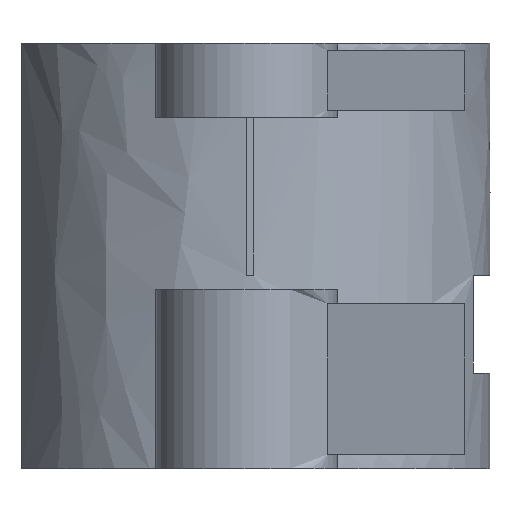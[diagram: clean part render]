
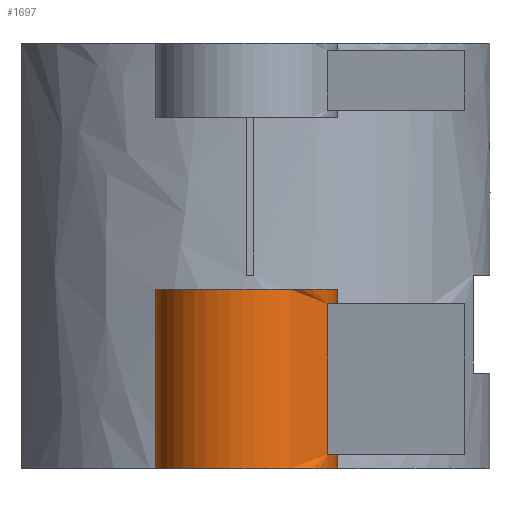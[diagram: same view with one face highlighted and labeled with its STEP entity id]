
A CAD part, front view. The second image highlights one B-rep face of the part: STEP entity #1697.
In plain terms, the highlighted free-form (B-spline) face has degree [2, 1] with [5, 2] control points.
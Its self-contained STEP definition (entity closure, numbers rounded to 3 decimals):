
#350 = VERTEX_POINT('',#351);
#351 = CARTESIAN_POINT('',(51.255,-195.578,
    -120.044));
#352 = VERTEX_POINT('',#353);
#353 = CARTESIAN_POINT('',(-51.255,-195.578,
    -120.044));
#361 = EDGE_CURVE('',#352,#362,#364,.T.);
#362 = VERTEX_POINT('',#363);
#363 = CARTESIAN_POINT('',(-51.255,-195.578,
    -18.883));
#364 = B_SPLINE_CURVE_WITH_KNOTS('',1,(#365,#366),.UNSPECIFIED.,.F.,.F.,
  (2,2),(0.,75.),.PIECEWISE_BEZIER_KNOTS.);
#365 = CARTESIAN_POINT('',(-51.255,-195.578,
    -120.044));
#366 = CARTESIAN_POINT('',(-51.255,-195.578,
    -18.883));
#369 = VERTEX_POINT('',#370);
#370 = CARTESIAN_POINT('',(51.255,-195.578,
    -18.883));
#378 = EDGE_CURVE('',#379,#369,#381,.T.);
#379 = VERTEX_POINT('',#380);
#380 = CARTESIAN_POINT('',(51.255,-195.578,
    -26.976));
#381 = B_SPLINE_CURVE_WITH_KNOTS('',1,(#382,#383),.UNSPECIFIED.,.F.,.F.,
  (2,2),(69.,75.),.PIECEWISE_BEZIER_KNOTS.);
#382 = CARTESIAN_POINT('',(51.255,-195.578,
    -26.976));
#383 = CARTESIAN_POINT('',(51.255,-195.578,
    -18.883));
#401 = VERTEX_POINT('',#402);
#402 = CARTESIAN_POINT('',(51.255,-195.578,
    -111.951));
#408 = EDGE_CURVE('',#350,#401,#409,.T.);
#409 = B_SPLINE_CURVE_WITH_KNOTS('',1,(#410,#411),.UNSPECIFIED.,.F.,.F.,
  (2,2),(0.,6.),.PIECEWISE_BEZIER_KNOTS.);
#410 = CARTESIAN_POINT('',(51.255,-195.578,
    -120.044));
#411 = CARTESIAN_POINT('',(51.255,-195.578,
    -111.951));
#1638 = VERTEX_POINT('',#1639);
#1639 = CARTESIAN_POINT('',(45.992,-218.201,
    -26.976));
#1644 = EDGE_CURVE('',#1645,#1638,#1647,.T.);
#1645 = VERTEX_POINT('',#1646);
#1646 = CARTESIAN_POINT('',(45.992,-218.201,
    -111.951));
#1647 = B_SPLINE_CURVE_WITH_KNOTS('',1,(#1648,#1649),.UNSPECIFIED.,.F.,
  .F.,(2,2),(0.,63.),.PIECEWISE_BEZIER_KNOTS.);
#1648 = CARTESIAN_POINT('',(45.992,-218.201,
    -111.951));
#1649 = CARTESIAN_POINT('',(45.992,-218.201,
    -26.976));
#1665 = EDGE_CURVE('',#1645,#401,#1666,.T.);
#1666 = ( BOUNDED_CURVE() B_SPLINE_CURVE(2,(#1667,#1668,#1669),
.UNSPECIFIED.,.F.,.F.) B_SPLINE_CURVE_WITH_KNOTS((3,3),(5.826,
6.283),.PIECEWISE_BEZIER_KNOTS.) CURVE() 
GEOMETRIC_REPRESENTATION_ITEM() RATIONAL_B_SPLINE_CURVE((1.,
0.974,1.)) REPRESENTATION_ITEM('') );
#1667 = CARTESIAN_POINT('',(45.992,-218.201,
    -111.951));
#1668 = CARTESIAN_POINT('',(51.255,-207.501,
    -111.951));
#1669 = CARTESIAN_POINT('',(51.255,-195.578,
    -111.951));
#1683 = EDGE_CURVE('',#1638,#379,#1684,.T.);
#1684 = ( BOUNDED_CURVE() B_SPLINE_CURVE(2,(#1685,#1686,#1687),
.UNSPECIFIED.,.F.,.F.) B_SPLINE_CURVE_WITH_KNOTS((3,3),(5.826,
6.283),.PIECEWISE_BEZIER_KNOTS.) CURVE() 
GEOMETRIC_REPRESENTATION_ITEM() RATIONAL_B_SPLINE_CURVE((1.,
0.974,1.)) REPRESENTATION_ITEM('') );
#1685 = CARTESIAN_POINT('',(45.992,-218.201,
    -26.976));
#1686 = CARTESIAN_POINT('',(51.255,-207.501,
    -26.976));
#1687 = CARTESIAN_POINT('',(51.255,-195.578,
    -26.976));
#1697 = ADVANCED_FACE('',(#1698),#1722,.T.);
#1698 = FACE_BOUND('',#1699,.T.);
#1699 = EDGE_LOOP('',(#1700,#1701,#1709,#1710,#1711,#1712,#1713,#1714));
#1700 = ORIENTED_EDGE('',*,*,#361,.F.);
#1701 = ORIENTED_EDGE('',*,*,#1702,.T.);
#1702 = EDGE_CURVE('',#352,#350,#1703,.T.);
#1703 = ( BOUNDED_CURVE() B_SPLINE_CURVE(2,(#1704,#1705,#1706,#1707,
#1708),.UNSPECIFIED.,.F.,.F.) B_SPLINE_CURVE_WITH_KNOTS((3,2,3),(
    3.142,4.712,6.283),
.PIECEWISE_BEZIER_KNOTS.) CURVE() GEOMETRIC_REPRESENTATION_ITEM() 
RATIONAL_B_SPLINE_CURVE((1.,0.707,1.,0.707,1.)) 
REPRESENTATION_ITEM('') );
#1704 = CARTESIAN_POINT('',(-51.255,-195.578,
    -120.044));
#1705 = CARTESIAN_POINT('',(-51.255,-246.833,
    -120.044));
#1706 = CARTESIAN_POINT('',(0.,-246.833,
    -120.044));
#1707 = CARTESIAN_POINT('',(51.255,-246.833,
    -120.044));
#1708 = CARTESIAN_POINT('',(51.255,-195.578,
    -120.044));
#1709 = ORIENTED_EDGE('',*,*,#408,.T.);
#1710 = ORIENTED_EDGE('',*,*,#1665,.F.);
#1711 = ORIENTED_EDGE('',*,*,#1644,.T.);
#1712 = ORIENTED_EDGE('',*,*,#1683,.T.);
#1713 = ORIENTED_EDGE('',*,*,#378,.T.);
#1714 = ORIENTED_EDGE('',*,*,#1715,.F.);
#1715 = EDGE_CURVE('',#362,#369,#1716,.T.);
#1716 = ( BOUNDED_CURVE() B_SPLINE_CURVE(2,(#1717,#1718,#1719,#1720,
#1721),.UNSPECIFIED.,.F.,.F.) B_SPLINE_CURVE_WITH_KNOTS((3,2,3),(
    3.142,4.712,6.283),
.PIECEWISE_BEZIER_KNOTS.) CURVE() GEOMETRIC_REPRESENTATION_ITEM() 
RATIONAL_B_SPLINE_CURVE((1.,0.707,1.,0.707,1.)) 
REPRESENTATION_ITEM('') );
#1717 = CARTESIAN_POINT('',(-51.255,-195.578,
    -18.883));
#1718 = CARTESIAN_POINT('',(-51.255,-246.833,
    -18.883));
#1719 = CARTESIAN_POINT('',(0.,-246.833,
    -18.883));
#1720 = CARTESIAN_POINT('',(51.255,-246.833,
    -18.883));
#1721 = CARTESIAN_POINT('',(51.255,-195.578,
    -18.883));
#1722 = ( BOUNDED_SURFACE() B_SPLINE_SURFACE(2,1,(
    (#1723,#1724)
    ,(#1725,#1726)
    ,(#1727,#1728)
    ,(#1729,#1730)
    ,(#1731,#1732
)),.UNSPECIFIED.,.F.,.F.,.F.) B_SPLINE_SURFACE_WITH_KNOTS((3,2,3),(2,2),
  (3.142,4.712,6.283),(0.,75.),
.PIECEWISE_BEZIER_KNOTS.) GEOMETRIC_REPRESENTATION_ITEM() 
RATIONAL_B_SPLINE_SURFACE((
    (1.,1.)
    ,(0.707,0.707)
    ,(1.,1.)
    ,(0.707,0.707)
,(1.,1.))) REPRESENTATION_ITEM('') SURFACE() );
#1723 = CARTESIAN_POINT('',(-51.255,-195.578,
    -120.044));
#1724 = CARTESIAN_POINT('',(-51.255,-195.578,
    -18.883));
#1725 = CARTESIAN_POINT('',(-51.255,-246.833,
    -120.044));
#1726 = CARTESIAN_POINT('',(-51.255,-246.833,
    -18.883));
#1727 = CARTESIAN_POINT('',(0.,-246.833,
    -120.044));
#1728 = CARTESIAN_POINT('',(0.,-246.833,
    -18.883));
#1729 = CARTESIAN_POINT('',(51.255,-246.833,
    -120.044));
#1730 = CARTESIAN_POINT('',(51.255,-246.833,
    -18.883));
#1731 = CARTESIAN_POINT('',(51.255,-195.578,
    -120.044));
#1732 = CARTESIAN_POINT('',(51.255,-195.578,
    -18.883));
